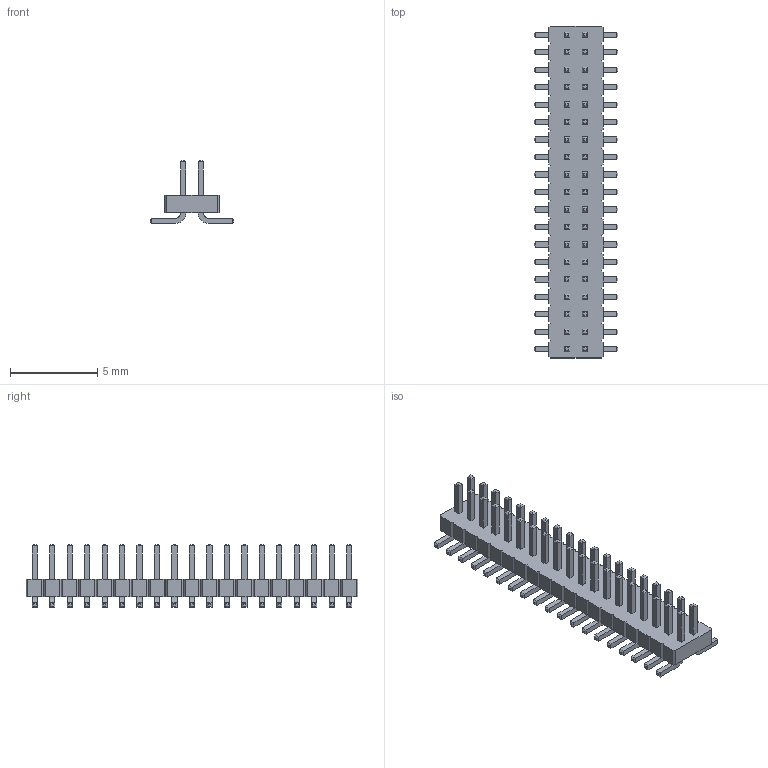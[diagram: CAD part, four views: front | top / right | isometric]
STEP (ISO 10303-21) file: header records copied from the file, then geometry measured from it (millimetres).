
FILE_DESCRIPTION(/* description */ ('model of Pin_Header_Straight_2x19_Pitch1.00mm_SMD'),/* implementation_level */ '2;1');
FILE_NAME(/* name */ 'Pin_Header_Straight_2x19_Pitch1.00mm_SMD.step',/* time_stamp */ '2017-09-10T00:14:34',/* author */ ('kicad StepUp','ksu'),/* organization */ ('FreeCAD'),/* preprocessor_version */ 'OCC',/* originating_system */ 'kicad StepUp',/* authorisation */ '');
FILE_SCHEMA(('AUTOMOTIVE_DESIGN { 1 0 10303 214 1 1 1 1 }'));
Length unit declared in the file: millimetre
Products named in the file (1): Pin_Header_Straight_2x19_Pitch100mm_SMD
Bounding box: 4.8 x 19 x 3.6 mm (x, y, z)
Volume: 72.5 mm3; surface area: 348.8 mm2
Topology: 1 solids, 1 shells, 878 faces, 2096 edges, 1296 vertices
Faces by surface type: plane 802, cylinder 76
Entity records: 30759 total; most frequent: CARTESIAN_POINT 4271, ORIENTED_EDGE 4192, DIRECTION 4006, EDGE_CURVE 2096, LINE 1944, VECTOR 1944, VERTEX_POINT 1296, AXIS2_PLACEMENT_3D 1031
